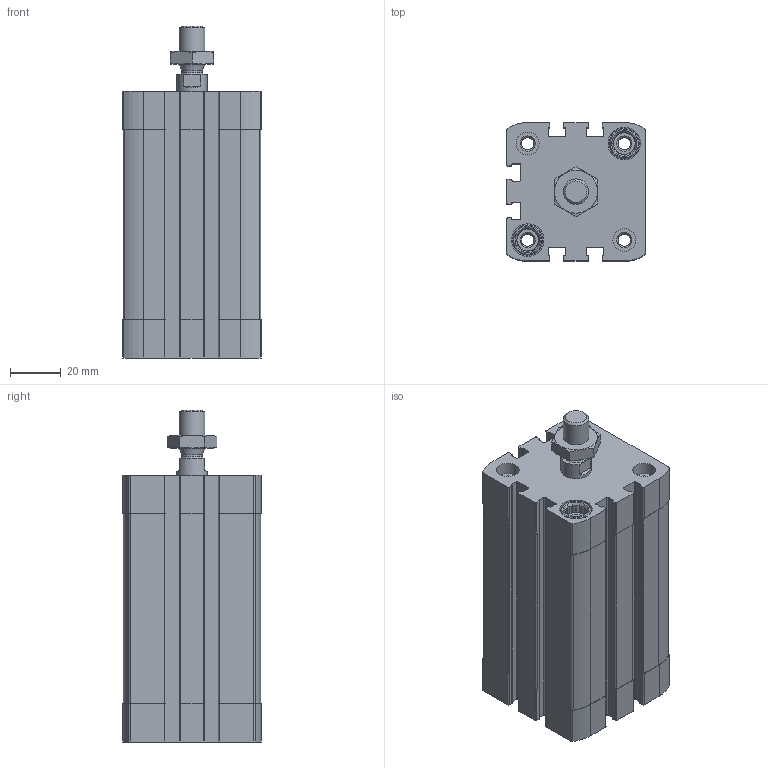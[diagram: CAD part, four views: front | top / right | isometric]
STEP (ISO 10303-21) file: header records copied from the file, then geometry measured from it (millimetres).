
FILE_DESCRIPTION(/* description */ ('STEP AP214'),/* implementation_level */ '2;1');
FILE_NAME(/* name */ '572680_ADN-40-60-A-PPS-A',/* time_stamp */ '2024-07-30T17:34:23+02:00',/* author */ ('License CC BY-ND 4.0'),/* organization */ ('CADENAS'),/* preprocessor_version */ 'ST-DEVELOPER v19.3',/* originating_system */ 'PARTsolutions',/* authorisation */ ' ');
FILE_SCHEMA (('AUTOMOTIVE_DESIGN {1 0 10303 214 3 1 1}'));
Length unit declared in the file: millimetre
Products named in the file (4): 572680 ADN-40-60-A-PPS-A---(asm_0); 536288 ADN-60-PPS---(Z); 536288 ADN-60-PPS-A_(KS); DIN-439-B - M10x1.25(F)
Assembly tree (3 placements, depth 2):
  572680 ADN-40-60-A-PPS-A---(asm_0)
    536288 ADN-60-PPS---(Z)
    536288 ADN-60-PPS-A_(KS)
    DIN-439-B - M10x1.25(F)
Bounding box: 54.5 x 54.5 x 130.7 mm (x, y, z)
Volume: 204554.9 mm3; surface area: 65897 mm2
Topology: 3 solids, 3 shells, 435 faces, 1177 edges, 779 vertices
Faces by surface type: plane 275, cylinder 134, cone 24, torus 2
Full cylindrical faces by diameter (mm): 4.917 x8, 6 x4, 8.2 x1, 8.5 x4, 8.566 x2, 8.647 x1, 9 x5, 10 x1, 11.9 x4, 12 x2, 12.8 x4, 40 x2
Entity records: 13530 total; most frequent: CARTESIAN_POINT 2637, DIRECTION 2256, ORIENTED_EDGE 2196, EDGE_CURVE 1098, AXIS2_PLACEMENT_3D 827, VERTEX_POINT 764, LINE 602, VECTOR 602
